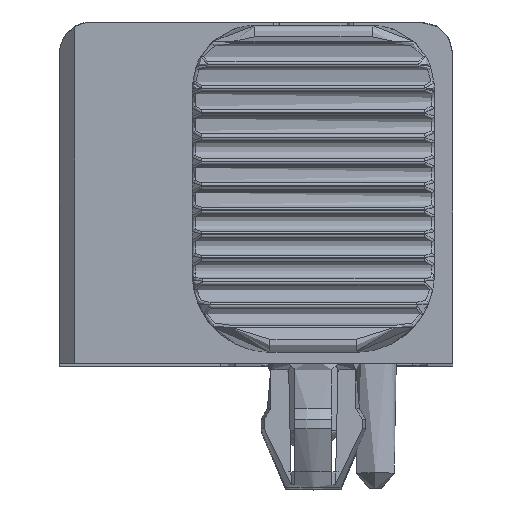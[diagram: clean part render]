
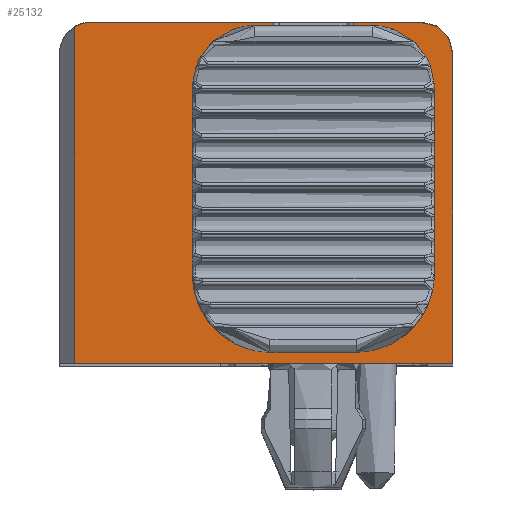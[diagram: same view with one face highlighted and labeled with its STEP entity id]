
A CAD part, top view. The second image highlights one B-rep face of the part: STEP entity #25132.
In plain terms, the highlighted planar face has unit normal (0, 0, 1).
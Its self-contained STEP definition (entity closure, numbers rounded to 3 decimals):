
#1312=CIRCLE('',#25627,2.);
#1524=CIRCLE('',#25915,2.);
#2067=CIRCLE('',#26897,1.);
#2068=CIRCLE('',#26899,1.);
#3287=FACE_OUTER_BOUND('',#4662,.T.);
#4662=EDGE_LOOP('',(#21450,#21451,#21452,#21453,#21454,#21455,#21456,#21457,
#21458,#21459,#21460,#21461,#21462,#21463,#21464,#21465,#21466,#21467,#21468,
#21469,#21470,#21471,#21472,#21473));
#5152=LINE('',#34852,#7417);
#5159=LINE('',#34867,#7424);
#5175=LINE('',#34901,#7440);
#5185=LINE('',#34955,#7450);
#5187=LINE('',#34963,#7452);
#5318=LINE('',#35414,#7583);
#5481=LINE('',#46954,#7746);
#5484=LINE('',#46960,#7749);
#5485=LINE('',#46964,#7750);
#5835=LINE('',#48258,#8100);
#5840=LINE('',#48273,#8105);
#5847=LINE('',#48287,#8112);
#5848=LINE('',#48289,#8113);
#5853=LINE('',#48299,#8118);
#6155=LINE('',#61650,#8420);
#6191=LINE('',#61732,#8456);
#6474=LINE('',#63541,#8739);
#6477=LINE('',#63552,#8742);
#6583=LINE('',#64212,#8848);
#6584=LINE('',#64214,#8849);
#7417=VECTOR('',#27957,10.);
#7424=VECTOR('',#27966,10.);
#7440=VECTOR('',#27988,10.);
#7450=VECTOR('',#28034,10.);
#7452=VECTOR('',#28040,10.);
#7583=VECTOR('',#28259,10.);
#7746=VECTOR('',#28890,10.);
#7749=VECTOR('',#28893,10.);
#7750=VECTOR('',#28898,10.);
#8100=VECTOR('',#29766,1000.);
#8105=VECTOR('',#29779,1000.);
#8112=VECTOR('',#29798,1000.);
#8113=VECTOR('',#29801,1000.);
#8118=VECTOR('',#29814,1000.);
#8420=VECTOR('',#30978,1000.);
#8456=VECTOR('',#31040,1000.);
#8739=VECTOR('',#31867,1000.);
#8742=VECTOR('',#31882,1000.);
#8848=VECTOR('',#32258,1000.);
#8849=VECTOR('',#32261,1000.);
#9684=VERTEX_POINT('',#34849);
#9685=VERTEX_POINT('',#34851);
#9691=VERTEX_POINT('',#34865);
#9692=VERTEX_POINT('',#34866);
#9706=VERTEX_POINT('',#34899);
#9707=VERTEX_POINT('',#34900);
#9732=VERTEX_POINT('',#34952);
#9733=VERTEX_POINT('',#34954);
#9736=VERTEX_POINT('',#34960);
#9737=VERTEX_POINT('',#34962);
#10229=VERTEX_POINT('',#46952);
#10231=VERTEX_POINT('',#46957);
#10232=VERTEX_POINT('',#46959);
#10233=VERTEX_POINT('',#46963);
#10477=VERTEX_POINT('',#48257);
#10483=VERTEX_POINT('',#48271);
#10484=VERTEX_POINT('',#48285);
#10485=VERTEX_POINT('',#48298);
#10894=VERTEX_POINT('',#61647);
#10895=VERTEX_POINT('',#61649);
#10928=VERTEX_POINT('',#61731);
#11454=VERTEX_POINT('',#63540);
#11455=VERTEX_POINT('',#63544);
#11456=VERTEX_POINT('',#63548);
#12166=EDGE_CURVE('',#9685,#9684,#5152,.T.);
#12173=EDGE_CURVE('',#9691,#9692,#5159,.T.);
#12189=EDGE_CURVE('',#9706,#9707,#5175,.T.);
#12216=EDGE_CURVE('',#9733,#9732,#5185,.T.);
#12220=EDGE_CURVE('',#9737,#9736,#5187,.T.);
#12227=EDGE_CURVE('',#9736,#9706,#1312,.T.);
#12384=EDGE_CURVE('',#9692,#9685,#5318,.T.);
#12848=EDGE_CURVE('',#9707,#10229,#5481,.T.);
#12851=EDGE_CURVE('',#10232,#10231,#5484,.T.);
#12853=EDGE_CURVE('',#10231,#10233,#5485,.T.);
#12866=EDGE_CURVE('',#10233,#9733,#1524,.T.);
#13285=EDGE_CURVE('',#10477,#9691,#5835,.T.);
#13294=EDGE_CURVE('',#9684,#10483,#5840,.T.);
#13302=EDGE_CURVE('',#10484,#9732,#5847,.F.);
#13303=EDGE_CURVE('',#10232,#10483,#5848,.F.);
#13308=EDGE_CURVE('',#9737,#10485,#5853,.F.);
#13986=EDGE_CURVE('',#10894,#10895,#6155,.F.);
#14030=EDGE_CURVE('',#10928,#10895,#6191,.F.);
#14613=EDGE_CURVE('',#11454,#10484,#6474,.F.);
#14616=EDGE_CURVE('',#11455,#11454,#2067,.T.);
#14618=EDGE_CURVE('',#11456,#10894,#2068,.T.);
#14619=EDGE_CURVE('',#10485,#11456,#6477,.F.);
#14845=EDGE_CURVE('',#11455,#10928,#6583,.T.);
#14846=EDGE_CURVE('',#10477,#10229,#6584,.F.);
#21450=ORIENTED_EDGE('',*,*,#12166,.T.);
#21451=ORIENTED_EDGE('',*,*,#13294,.T.);
#21452=ORIENTED_EDGE('',*,*,#13303,.F.);
#21453=ORIENTED_EDGE('',*,*,#12851,.T.);
#21454=ORIENTED_EDGE('',*,*,#12853,.T.);
#21455=ORIENTED_EDGE('',*,*,#12866,.T.);
#21456=ORIENTED_EDGE('',*,*,#12216,.T.);
#21457=ORIENTED_EDGE('',*,*,#13302,.F.);
#21458=ORIENTED_EDGE('',*,*,#14613,.F.);
#21459=ORIENTED_EDGE('',*,*,#14616,.F.);
#21460=ORIENTED_EDGE('',*,*,#14845,.T.);
#21461=ORIENTED_EDGE('',*,*,#14030,.T.);
#21462=ORIENTED_EDGE('',*,*,#13986,.F.);
#21463=ORIENTED_EDGE('',*,*,#14618,.F.);
#21464=ORIENTED_EDGE('',*,*,#14619,.F.);
#21465=ORIENTED_EDGE('',*,*,#13308,.F.);
#21466=ORIENTED_EDGE('',*,*,#12220,.T.);
#21467=ORIENTED_EDGE('',*,*,#12227,.T.);
#21468=ORIENTED_EDGE('',*,*,#12189,.T.);
#21469=ORIENTED_EDGE('',*,*,#12848,.T.);
#21470=ORIENTED_EDGE('',*,*,#14846,.F.);
#21471=ORIENTED_EDGE('',*,*,#13285,.T.);
#21472=ORIENTED_EDGE('',*,*,#12173,.T.);
#21473=ORIENTED_EDGE('',*,*,#12384,.T.);
#24015=PLANE('',#27277);
#25132=ADVANCED_FACE('',(#3287),#24015,.T.);
#25627=AXIS2_PLACEMENT_3D('',#34976,#28050,#28051);
#25915=AXIS2_PLACEMENT_3D('',#46980,#28923,#28924);
#26897=AXIS2_PLACEMENT_3D('',#63546,#31873,#31874);
#26899=AXIS2_PLACEMENT_3D('',#63550,#31878,#31879);
#27277=AXIS2_PLACEMENT_3D('',#65680,#33049,#33050);
#27957=DIRECTION('',(0.,1.,0.));
#27966=DIRECTION('',(0.,-1.,0.));
#27988=DIRECTION('',(0.,-1.,0.));
#28034=DIRECTION('',(1.,0.,0.));
#28040=DIRECTION('',(1.,0.,0.));
#28050=DIRECTION('center_axis',(0.,0.,
-1.));
#28051=DIRECTION('ref_axis',(0.,-1.,0.));
#28259=DIRECTION('',(-1.,0.,0.));
#28890=DIRECTION('',(-1.,0.,0.));
#28893=DIRECTION('',(-1.,0.,0.));
#28898=DIRECTION('',(0.,1.,0.));
#28923=DIRECTION('center_axis',(0.,0.,
-1.));
#28924=DIRECTION('ref_axis',(0.,-1.,0.));
#29766=DIRECTION('',(-1.,0.,0.));
#29779=DIRECTION('',(-1.,0.,0.));
#29798=DIRECTION('',(0.,1.,0.));
#29801=DIRECTION('',(0.,1.,0.));
#29814=DIRECTION('',(0.,-1.,0.));
#30978=DIRECTION('',(0.,1.,0.));
#31040=DIRECTION('',(-1.,0.,0.));
#31867=DIRECTION('',(-1.,0.,0.));
#31873=DIRECTION('center_axis',(0.,0.,
-1.));
#31874=DIRECTION('ref_axis',(0.,-1.,0.));
#31878=DIRECTION('center_axis',(0.,0.,
-1.));
#31879=DIRECTION('ref_axis',(0.,-1.,0.));
#31882=DIRECTION('',(-1.,0.,0.));
#32258=DIRECTION('',(0.,-1.,0.));
#32261=DIRECTION('',(0.,-1.,0.));
#33049=DIRECTION('center_axis',(0.,0.,
1.));
#33050=DIRECTION('ref_axis',(0.,-1.,0.));
#34849=CARTESIAN_POINT('',(76.051,-24.524,-257.533));
#34851=CARTESIAN_POINT('',(76.051,-24.524,-257.533));
#34852=CARTESIAN_POINT('',(76.051,-23.436,-257.533));
#34865=CARTESIAN_POINT('',(78.051,-24.524,-257.533));
#34866=CARTESIAN_POINT('',(78.051,-24.524,-257.533));
#34867=CARTESIAN_POINT('',(78.051,-23.436,-257.533));
#34899=CARTESIAN_POINT('',(80.951,-16.62,-257.533));
#34900=CARTESIAN_POINT('',(80.951,-17.62,-257.533));
#34901=CARTESIAN_POINT('',(80.951,-21.298,-257.533));
#34952=CARTESIAN_POINT('',(75.751,-14.751,-257.533));
#34954=CARTESIAN_POINT('',(74.438,-14.751,-257.533));
#34955=CARTESIAN_POINT('',(78.231,-14.751,-257.533));
#34960=CARTESIAN_POINT('',(79.664,-14.751,-257.533));
#34962=CARTESIAN_POINT('',(78.351,-14.751,-257.533));
#34963=CARTESIAN_POINT('',(78.231,-14.751,-257.533));
#34976=CARTESIAN_POINT('Origin',(78.951,-16.62,-257.533));
#35414=CARTESIAN_POINT('',(77.451,-24.524,-257.533));
#46952=CARTESIAN_POINT('',(78.351,-17.62,-257.533));
#46954=CARTESIAN_POINT('',(78.231,-17.62,-257.533));
#46957=CARTESIAN_POINT('',(73.151,-17.62,-257.533));
#46959=CARTESIAN_POINT('',(75.751,-17.62,-257.533));
#46960=CARTESIAN_POINT('',(78.231,-17.62,-257.533));
#46963=CARTESIAN_POINT('',(73.151,-16.62,-257.533));
#46964=CARTESIAN_POINT('',(73.151,-21.298,-257.533));
#46980=CARTESIAN_POINT('Origin',(75.151,-16.62,-257.533));
#48257=CARTESIAN_POINT('',(78.351,-24.524,-257.533));
#48258=CARTESIAN_POINT('',(76.951,-24.524,-257.533));
#48271=CARTESIAN_POINT('',(75.751,-24.524,-257.533));
#48273=CARTESIAN_POINT('',(76.951,-24.524,-257.533));
#48285=CARTESIAN_POINT('',(75.751,-14.524,-257.533));
#48287=CARTESIAN_POINT('',(75.751,-24.524,-257.533));
#48289=CARTESIAN_POINT('',(75.751,-24.524,-257.533));
#48298=CARTESIAN_POINT('',(78.351,-14.524,-257.533));
#48299=CARTESIAN_POINT('',(78.351,-14.974,-257.533));
#61647=CARTESIAN_POINT('',(81.551,-15.524,-257.533));
#61649=CARTESIAN_POINT('',(81.551,-25.524,-257.533));
#61650=CARTESIAN_POINT('',(81.551,-20.829,-257.533));
#61731=CARTESIAN_POINT('',(69.351,-25.524,-257.533));
#61732=CARTESIAN_POINT('',(77.851,-25.524,-257.533));
#63540=CARTESIAN_POINT('',(69.851,-14.524,-257.533));
#63541=CARTESIAN_POINT('',(74.851,-14.524,-257.533));
#63544=CARTESIAN_POINT('',(69.351,-14.658,-257.533));
#63546=CARTESIAN_POINT('Origin',(69.851,-15.524,-257.533));
#63548=CARTESIAN_POINT('',(80.551,-14.524,-257.533));
#63550=CARTESIAN_POINT('Origin',(80.551,-15.524,-257.533));
#63552=CARTESIAN_POINT('',(74.851,-14.524,-257.533));
#64212=CARTESIAN_POINT('',(69.351,-22.702,-257.533));
#64214=CARTESIAN_POINT('',(78.351,-14.974,-257.533));
#65680=CARTESIAN_POINT('Origin',(77.851,-22.702,-257.533));
